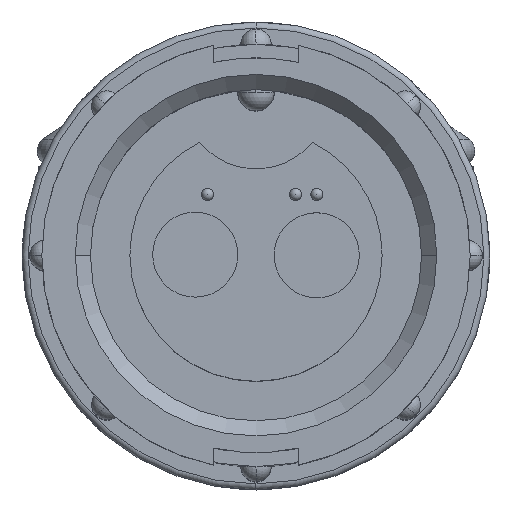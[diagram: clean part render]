
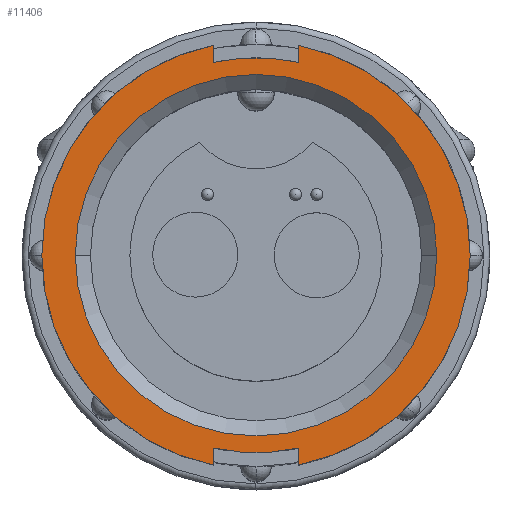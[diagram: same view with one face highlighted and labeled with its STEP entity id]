
A CAD part, top view. The second image highlights one B-rep face of the part: STEP entity #11406.
In plain terms, the highlighted planar face has unit normal (0, 0, 1).
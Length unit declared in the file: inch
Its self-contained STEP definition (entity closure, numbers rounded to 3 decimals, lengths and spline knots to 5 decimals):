
#145 = LINE ( 'NONE', #5466, #7139 ) ;
#531 = VERTEX_POINT ( 'NONE', #12265 ) ;
#553 = VERTEX_POINT ( 'NONE', #10426 ) ;
#558 = CARTESIAN_POINT ( 'NONE',  ( 0., 0., 0. ) ) ;
#614 = LINE ( 'NONE', #3355, #5652 ) ;
#697 = ORIENTED_EDGE ( 'NONE', *, *, #10834, .F. ) ;
#776 = EDGE_CURVE ( 'NONE', #6474, #12350, #7783, .T. ) ;
#1052 = CARTESIAN_POINT ( 'NONE',  ( 0.07, -0.31737, 0. ) ) ;
#1130 = AXIS2_PLACEMENT_3D ( 'NONE', #9967, #4216, #10908 ) ;
#1209 = DIRECTION ( 'NONE',  ( 0., 0., 1. ) ) ;
#1224 = AXIS2_PLACEMENT_3D ( 'NONE', #2351, #9045, #3305 ) ;
#1233 = CARTESIAN_POINT ( 'NONE',  ( 0., 0., 0. ) ) ;
#1492 = DIRECTION ( 'NONE',  ( 1., 0., 0. ) ) ;
#1517 = LINE ( 'NONE', #6043, #8840 ) ;
#1720 = ORIENTED_EDGE ( 'NONE', *, *, #8142, .F. ) ;
#1947 = CARTESIAN_POINT ( 'NONE',  ( -0.07, 0.31737, 0. ) ) ;
#1994 = DIRECTION ( 'NONE',  ( 0., 1., 0. ) ) ;
#2129 = EDGE_CURVE ( 'NONE', #7395, #10809, #11935, .T. ) ;
#2183 = DIRECTION ( 'NONE',  ( 1., 0., 0. ) ) ;
#2351 = CARTESIAN_POINT ( 'NONE',  ( 0., 0., 0. ) ) ;
#2485 = EDGE_CURVE ( 'NONE', #3074, #553, #3304, .T. ) ;
#2676 = EDGE_CURVE ( 'NONE', #553, #6631, #1517, .T. ) ;
#2727 = AXIS2_PLACEMENT_3D ( 'NONE', #9991, #4250, #10940 ) ;
#2779 = PLANE ( 'NONE',  #9087 ) ;
#3041 = ORIENTED_EDGE ( 'NONE', *, *, #2129, .T. ) ;
#3074 = VERTEX_POINT ( 'NONE', #1947 ) ;
#3091 = EDGE_CURVE ( 'NONE', #531, #7798, #8395, .T. ) ;
#3152 = EDGE_CURVE ( 'NONE', #6446, #6631, #5218, .T. ) ;
#3225 = VERTEX_POINT ( 'NONE', #10062 ) ;
#3305 = DIRECTION ( 'NONE',  ( 1., 0., 0. ) ) ;
#3304 = CIRCLE ( 'NONE', #9304, 0.325 ) ;
#3355 = CARTESIAN_POINT ( 'NONE',  ( -0.07, 0.31737, 0. ) ) ;
#3387 = CARTESIAN_POINT ( 'NONE',  ( -0.07, -0.34548, 0. ) ) ;
#3493 = CIRCLE ( 'NONE', #6558, 0.325 ) ;
#3776 = FACE_BOUND ( 'NONE', #9778, .T. ) ;
#4216 = DIRECTION ( 'NONE',  ( 0., 0., 1. ) ) ;
#4250 = DIRECTION ( 'NONE',  ( 0., 0., 1. ) ) ;
#4265 = EDGE_CURVE ( 'NONE', #7395, #3074, #614, .T. ) ;
#4398 = ORIENTED_EDGE ( 'NONE', *, *, #6999, .T. ) ;
#4688 = CARTESIAN_POINT ( 'NONE',  ( 0., 0.2975, 0. ) ) ;
#4870 = CARTESIAN_POINT ( 'NONE',  ( -0.07, 0.34548, 0. ) ) ;
#5218 = CIRCLE ( 'NONE', #10727, 0.3525 ) ;
#5339 = DIRECTION ( 'NONE',  ( 0., 0., -1. ) ) ;
#5352 = CARTESIAN_POINT ( 'NONE',  ( 0.2975, 0., 0. ) ) ;
#5466 = CARTESIAN_POINT ( 'NONE',  ( -0.07, -0.31737, 0. ) ) ;
#5523 = VECTOR ( 'NONE', #1994, 39.37008 ) ;
#5639 = CARTESIAN_POINT ( 'NONE',  ( 0.07, -0.31737, 0. ) ) ;
#5640 = DIRECTION ( 'NONE',  ( 0., 0., -1. ) ) ;
#5652 = VECTOR ( 'NONE', #9053, 39.37008 ) ;
#5832 = ORIENTED_EDGE ( 'NONE', *, *, #4265, .F. ) ;
#6043 = CARTESIAN_POINT ( 'NONE',  ( 0.07, 0.31737, 0. ) ) ;
#6215 = ORIENTED_EDGE ( 'NONE', *, *, #2676, .F. ) ;
#6321 = FACE_OUTER_BOUND ( 'NONE', #8518, .T. ) ;
#6337 = ORIENTED_EDGE ( 'NONE', *, *, #3152, .T. ) ;
#6340 = CARTESIAN_POINT ( 'NONE',  ( 0.07, 0.34548, 0. ) ) ;
#6423 = DIRECTION ( 'NONE',  ( 0., -1., 0. ) ) ;
#6446 = VERTEX_POINT ( 'NONE', #7941 ) ;
#6474 = VERTEX_POINT ( 'NONE', #6996 ) ;
#6558 = AXIS2_PLACEMENT_3D ( 'NONE', #11062, #5339, #12032 ) ;
#6631 = VERTEX_POINT ( 'NONE', #6340 ) ;
#6912 = CARTESIAN_POINT ( 'NONE',  ( 0., 0., 0. ) ) ;
#6994 = ORIENTED_EDGE ( 'NONE', *, *, #10735, .F. ) ;
#6996 = CARTESIAN_POINT ( 'NONE',  ( -0.2975, 0., 0. ) ) ;
#6999 = EDGE_CURVE ( 'NONE', #531, #6446, #11051, .T. ) ;
#7139 = VECTOR ( 'NONE', #6423, 39.37008 ) ;
#7198 = DIRECTION ( 'NONE',  ( 0., 0., 1. ) ) ;
#7395 = VERTEX_POINT ( 'NONE', #4870 ) ;
#7783 = CIRCLE ( 'NONE', #1130, 0.2975 ) ;
#7798 = VERTEX_POINT ( 'NONE', #5639 ) ;
#7894 = DIRECTION ( 'NONE',  ( 1., 0., 0. ) ) ;
#7913 = DIRECTION ( 'NONE',  ( 0., 0., -1. ) ) ;
#7941 = CARTESIAN_POINT ( 'NONE',  ( 0.3525, 0., 0. ) ) ;
#8142 = EDGE_CURVE ( 'NONE', #3225, #10809, #145, .T. ) ;
#8225 = AXIS2_PLACEMENT_3D ( 'NONE', #558, #7198, #1492 ) ;
#8395 = LINE ( 'NONE', #1052, #5523 ) ;
#8518 = EDGE_LOOP ( 'NONE', ( #9608, #5832, #3041, #1720, #697, #9060, #4398, #6337, #6215 ) ) ;
#8840 = VECTOR ( 'NONE', #10808, 39.37008 ) ;
#9045 = DIRECTION ( 'NONE',  ( 0., 0., 1. ) ) ;
#9053 = DIRECTION ( 'NONE',  ( 0., -1., 0. ) ) ;
#9060 = ORIENTED_EDGE ( 'NONE', *, *, #3091, .F. ) ;
#9087 = AXIS2_PLACEMENT_3D ( 'NONE', #4688, #5640, #12348 ) ;
#9304 = AXIS2_PLACEMENT_3D ( 'NONE', #1233, #7913, #2183 ) ;
#9608 = ORIENTED_EDGE ( 'NONE', *, *, #2485, .F. ) ;
#9778 = EDGE_LOOP ( 'NONE', ( #6994, #10181 ) ) ;
#9967 = CARTESIAN_POINT ( 'NONE',  ( 0., 0., 0. ) ) ;
#9991 = CARTESIAN_POINT ( 'NONE',  ( 0., 0., 0. ) ) ;
#10062 = CARTESIAN_POINT ( 'NONE',  ( -0.07, -0.31737, 0. ) ) ;
#10181 = ORIENTED_EDGE ( 'NONE', *, *, #776, .F. ) ;
#10426 = CARTESIAN_POINT ( 'NONE',  ( 0.07, 0.31737, 0. ) ) ;
#10727 = AXIS2_PLACEMENT_3D ( 'NONE', #6912, #1209, #7894 ) ;
#10735 = EDGE_CURVE ( 'NONE', #12350, #6474, #11414, .T. ) ;
#10808 = DIRECTION ( 'NONE',  ( 0., 1., 0. ) ) ;
#10809 = VERTEX_POINT ( 'NONE', #3387 ) ;
#10834 = EDGE_CURVE ( 'NONE', #7798, #3225, #3493, .T. ) ;
#10908 = DIRECTION ( 'NONE',  ( 1., 0., 0. ) ) ;
#10940 = DIRECTION ( 'NONE',  ( 1., 0., 0. ) ) ;
#11051 = CIRCLE ( 'NONE', #8225, 0.3525 ) ;
#11062 = CARTESIAN_POINT ( 'NONE',  ( 0., 0., 0. ) ) ;
#11406 = ADVANCED_FACE ( 'NONE', ( #3776, #6321 ), #2779, .F. ) ;
#11414 = CIRCLE ( 'NONE', #2727, 0.2975 ) ;
#11935 = CIRCLE ( 'NONE', #1224, 0.3525 ) ;
#12032 = DIRECTION ( 'NONE',  ( -1., 0., 0. ) ) ;
#12265 = CARTESIAN_POINT ( 'NONE',  ( 0.07, -0.34548, 0. ) ) ;
#12348 = DIRECTION ( 'NONE',  ( -1., 0., 0. ) ) ;
#12350 = VERTEX_POINT ( 'NONE', #5352 ) ;
